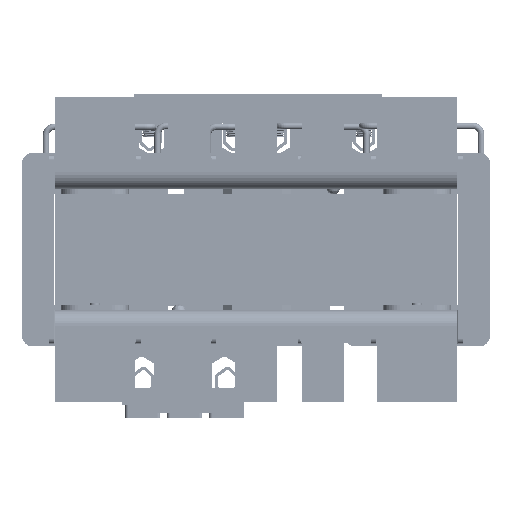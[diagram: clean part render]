
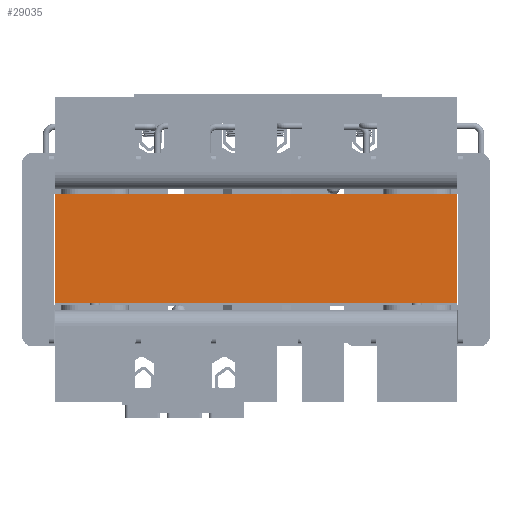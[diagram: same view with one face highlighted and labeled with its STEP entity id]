
A CAD part, front view. The second image highlights one B-rep face of the part: STEP entity #29035.
In plain terms, the highlighted planar face has unit normal (0, -1, 0).
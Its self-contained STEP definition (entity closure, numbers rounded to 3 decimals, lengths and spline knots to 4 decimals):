
#1846=PLANE('',#31243);
#2713=FACE_OUTER_BOUND('',#4315,.T.);
#4315=EDGE_LOOP('',(#19852,#19853,#19854,#19855));
#6091=LINE('',#40925,#8925);
#6104=LINE('',#40950,#8938);
#6124=LINE('',#40990,#8958);
#6125=LINE('',#40992,#8959);
#8925=VECTOR('',#33530,0.3937);
#8938=VECTOR('',#33545,0.3937);
#8958=VECTOR('',#33585,0.3937);
#8959=VECTOR('',#33588,0.3937);
#12527=VERTEX_POINT('',#40921);
#12529=VERTEX_POINT('',#40924);
#12539=VERTEX_POINT('',#40946);
#12550=VERTEX_POINT('',#40988);
#15418=EDGE_CURVE('',#12529,#12527,#6091,.T.);
#15431=EDGE_CURVE('',#12539,#12529,#6104,.T.);
#15451=EDGE_CURVE('',#12527,#12550,#6124,.T.);
#15452=EDGE_CURVE('',#12550,#12539,#6125,.T.);
#19852=ORIENTED_EDGE('',*,*,#15452,.T.);
#19853=ORIENTED_EDGE('',*,*,#15431,.T.);
#19854=ORIENTED_EDGE('',*,*,#15418,.T.);
#19855=ORIENTED_EDGE('',*,*,#15451,.T.);
#29035=ADVANCED_FACE('',(#2713),#1846,.T.);
#31243=AXIS2_PLACEMENT_3D('',#40991,#33586,#33587);
#33530=DIRECTION('',(1.,0.,0.));
#33545=DIRECTION('',(0.,0.,-1.));
#33585=DIRECTION('',(0.,0.,1.));
#33586=DIRECTION('center_axis',(0.,-1.,0.));
#33587=DIRECTION('ref_axis',(0.,0.,-1.));
#33588=DIRECTION('',(-1.,0.,0.));
#40921=CARTESIAN_POINT('',(4.6875,0.,-0.81));
#40924=CARTESIAN_POINT('',(-1.3125,0.,-0.81));
#40925=CARTESIAN_POINT('',(4.6875,0.,-0.81));
#40946=CARTESIAN_POINT('',(-1.3125,0.,0.81));
#40950=CARTESIAN_POINT('',(-1.3125,0.,0.));
#40988=CARTESIAN_POINT('',(4.6875,0.,0.81));
#40990=CARTESIAN_POINT('',(4.6875,0.,0.));
#40991=CARTESIAN_POINT('Origin',(4.6875,0.,0.));
#40992=CARTESIAN_POINT('',(4.6875,0.,0.81));
